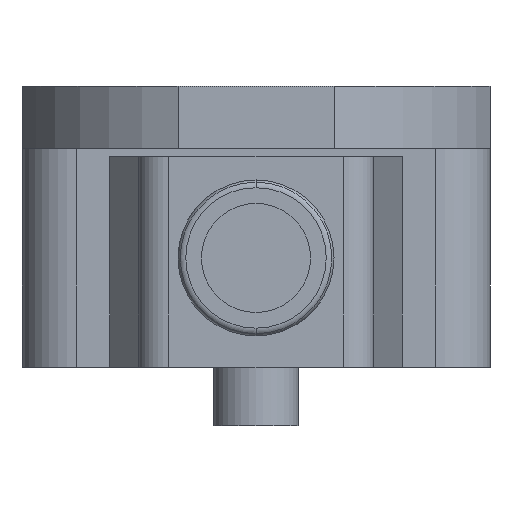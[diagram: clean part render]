
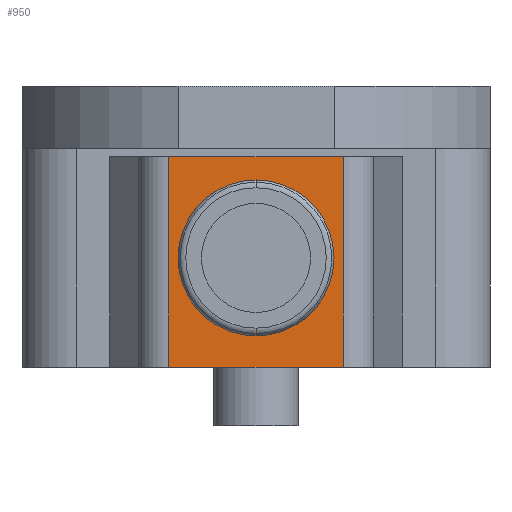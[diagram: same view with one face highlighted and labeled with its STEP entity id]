
A CAD part, front view. The second image highlights one B-rep face of the part: STEP entity #950.
In plain terms, the highlighted planar face has unit normal (0, -1, 0).
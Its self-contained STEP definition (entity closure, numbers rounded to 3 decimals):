
#20=DIRECTION('',(1.,0.,0.));
#21=VECTOR('',#20,4.474);
#22=CARTESIAN_POINT('',(-2.237,-3.5,0.));
#23=LINE('',#22,#21);
#24=CARTESIAN_POINT('',(0.,-3.5,2.8));
#25=DIRECTION('',(0.,1.,0.));
#26=DIRECTION('',(1.,0.,0.));
#27=AXIS2_PLACEMENT_3D('',#24,#25,#26);
#29=CARTESIAN_POINT('',(0.,-3.5,2.8));
#30=DIRECTION('',(0.,1.,0.));
#31=DIRECTION('',(-1.,0.,0.));
#32=AXIS2_PLACEMENT_3D('',#29,#30,#31);
#34=DIRECTION('',(0.,0.,1.));
#35=VECTOR('',#34,5.4);
#36=CARTESIAN_POINT('',(-2.237,-3.5,0.));
#37=LINE('',#36,#35);
#64=DIRECTION('',(1.,0.,0.));
#65=VECTOR('',#64,4.474);
#66=CARTESIAN_POINT('',(-2.237,-3.5,5.4));
#67=LINE('',#66,#65);
#264=DIRECTION('',(0.,0.,-1.));
#265=VECTOR('',#264,5.4);
#266=CARTESIAN_POINT('',(2.237,-3.5,5.4));
#267=LINE('',#266,#265);
#793=CARTESIAN_POINT('',(2.237,-3.5,0.));
#794=VERTEX_POINT('',#793);
#795=CARTESIAN_POINT('',(-2.237,-3.5,0.));
#796=VERTEX_POINT('',#795);
#832=CARTESIAN_POINT('',(-2.237,-3.5,5.4));
#834=VERTEX_POINT('',#832);
#835=CARTESIAN_POINT('',(2.237,-3.5,5.4));
#836=VERTEX_POINT('',#835);
#855=CARTESIAN_POINT('',(-2.,-3.5,2.8));
#857=VERTEX_POINT('',#855);
#859=CARTESIAN_POINT('',(2.,-3.5,2.8));
#861=VERTEX_POINT('',#859);
#930=CARTESIAN_POINT('',(-2.9,-3.5,0.));
#931=DIRECTION('',(0.,-1.,0.));
#932=DIRECTION('',(1.,0.,0.));
#933=AXIS2_PLACEMENT_3D('',#930,#931,#932);
#934=PLANE('',#933);
#936=ORIENTED_EDGE('',*,*,#935,.T.);
#938=ORIENTED_EDGE('',*,*,#937,.T.);
#940=ORIENTED_EDGE('',*,*,#939,.T.);
#942=ORIENTED_EDGE('',*,*,#941,.F.);
#943=EDGE_LOOP('',(#936,#938,#940,#942));
#944=FACE_OUTER_BOUND('',#943,.F.);
#946=ORIENTED_EDGE('',*,*,#945,.F.);
#947=ORIENTED_EDGE('',*,*,#918,.F.);
#948=EDGE_LOOP('',(#946,#947));
#949=FACE_BOUND('',#948,.F.);
#950=ADVANCED_FACE('',(#944,#949),#934,.T.);
#28=CIRCLE('',#27,2.);
#33=CIRCLE('',#32,2.);
#918=EDGE_CURVE('',#857,#861,#33,.T.);
#935=EDGE_CURVE('',#796,#834,#37,.T.);
#937=EDGE_CURVE('',#834,#836,#67,.T.);
#939=EDGE_CURVE('',#836,#794,#267,.T.);
#941=EDGE_CURVE('',#796,#794,#23,.T.);
#945=EDGE_CURVE('',#861,#857,#28,.T.);
